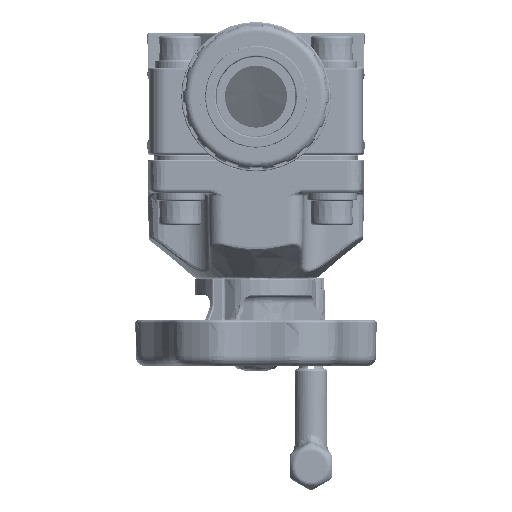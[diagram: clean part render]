
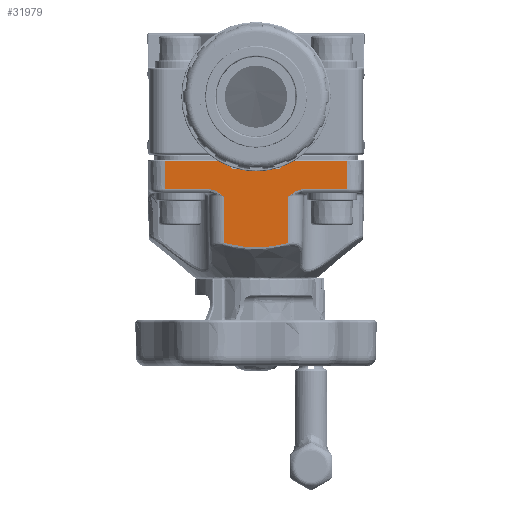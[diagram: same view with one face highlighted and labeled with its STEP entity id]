
A CAD part, left-side view. The second image highlights one B-rep face of the part: STEP entity #31979.
In plain terms, the highlighted planar face has unit normal (-1, 0, -0.018).
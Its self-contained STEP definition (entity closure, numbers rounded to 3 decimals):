
#746=ELLIPSE('',#123319,1.5,1.5);
#747=ELLIPSE('',#123320,1.5,1.5);
#6214=LINE('',#236037,#16557);
#6215=LINE('',#236046,#16558);
#6216=LINE('',#236047,#16559);
#6217=LINE('',#236049,#16560);
#6218=LINE('',#236058,#16561);
#6219=LINE('',#236067,#16562);
#6220=LINE('',#236076,#16563);
#6221=LINE('',#236078,#16564);
#6222=LINE('',#236080,#16565);
#6223=LINE('',#236082,#16566);
#6224=LINE('',#236086,#16567);
#16557=VECTOR('',#138644,1.);
#16558=VECTOR('',#138653,1.);
#16559=VECTOR('',#138654,1.);
#16560=VECTOR('',#138655,1.);
#16561=VECTOR('',#138656,1.);
#16562=VECTOR('',#138657,1.);
#16563=VECTOR('',#138658,1.);
#16564=VECTOR('',#138659,1.);
#16565=VECTOR('',#138660,1.);
#16566=VECTOR('',#138661,1.);
#16567=VECTOR('',#138664,1.);
#28250=B_SPLINE_CURVE_WITH_KNOTS('',3,(#236051,#236052,#236053,#236054,
#236055,#236056),.UNSPECIFIED.,.F.,.F.,(4,2,4),(0.,0.5,1.),
 .UNSPECIFIED.);
#28251=B_SPLINE_CURVE_WITH_KNOTS('',3,(#236060,#236061,#236062,#236063,
#236064,#236065),.UNSPECIFIED.,.F.,.F.,(4,2,4),(0.,0.5,1.),
 .UNSPECIFIED.);
#28252=B_SPLINE_CURVE_WITH_KNOTS('',3,(#236069,#236070,#236071,#236072,
#236073,#236074),.UNSPECIFIED.,.F.,.F.,(4,2,4),(0.,0.5,1.),
 .UNSPECIFIED.);
#31979=ADVANCED_FACE('',(#42053),#36783,.T.);
#36783=PLANE('',#123321);
#42053=FACE_OUTER_BOUND('',#49071,.T.);
#49071=EDGE_LOOP('',(#65181,#65182,#65183,#65184,#65185,#65186,#65187,#65188,
#65189,#65190,#65191,#65192,#65193,#65194,#65195,#65196));
#65181=ORIENTED_EDGE('',*,*,#104442,.T.);
#65182=ORIENTED_EDGE('',*,*,#104443,.T.);
#65183=ORIENTED_EDGE('',*,*,#104439,.T.);
#65184=ORIENTED_EDGE('',*,*,#104444,.T.);
#65185=ORIENTED_EDGE('',*,*,#104445,.T.);
#65186=ORIENTED_EDGE('',*,*,#104446,.T.);
#65187=ORIENTED_EDGE('',*,*,#104447,.T.);
#65188=ORIENTED_EDGE('',*,*,#104448,.T.);
#65189=ORIENTED_EDGE('',*,*,#104449,.T.);
#65190=ORIENTED_EDGE('',*,*,#104450,.T.);
#65191=ORIENTED_EDGE('',*,*,#104451,.T.);
#65192=ORIENTED_EDGE('',*,*,#104452,.T.);
#65193=ORIENTED_EDGE('',*,*,#104453,.T.);
#65194=ORIENTED_EDGE('',*,*,#104454,.T.);
#65195=ORIENTED_EDGE('',*,*,#104455,.T.);
#65196=ORIENTED_EDGE('',*,*,#104456,.T.);
#91291=VERTEX_POINT('',#236038);
#91292=VERTEX_POINT('',#236039);
#91293=VERTEX_POINT('',#236044);
#91294=VERTEX_POINT('',#236045);
#91295=VERTEX_POINT('',#236048);
#91296=VERTEX_POINT('',#236050);
#91297=VERTEX_POINT('',#236057);
#91298=VERTEX_POINT('',#236059);
#91299=VERTEX_POINT('',#236066);
#91300=VERTEX_POINT('',#236068);
#91301=VERTEX_POINT('',#236075);
#91302=VERTEX_POINT('',#236077);
#91303=VERTEX_POINT('',#236079);
#91304=VERTEX_POINT('',#236081);
#91305=VERTEX_POINT('',#236083);
#91306=VERTEX_POINT('',#236085);
#104439=EDGE_CURVE('',#91291,#91292,#6214,.T.);
#104442=EDGE_CURVE('',#91293,#91294,#746,.T.);
#104443=EDGE_CURVE('',#91294,#91291,#6215,.T.);
#104444=EDGE_CURVE('',#91292,#91295,#6216,.T.);
#104445=EDGE_CURVE('',#91295,#91296,#6217,.T.);
#104446=EDGE_CURVE('',#91296,#91297,#28250,.T.);
#104447=EDGE_CURVE('',#91297,#91298,#6218,.T.);
#104448=EDGE_CURVE('',#91298,#91299,#28251,.T.);
#104449=EDGE_CURVE('',#91299,#91300,#6219,.T.);
#104450=EDGE_CURVE('',#91300,#91301,#28252,.T.);
#104451=EDGE_CURVE('',#91301,#91302,#6220,.T.);
#104452=EDGE_CURVE('',#91302,#91303,#6221,.T.);
#104453=EDGE_CURVE('',#91303,#91304,#6222,.T.);
#104454=EDGE_CURVE('',#91304,#91305,#6223,.T.);
#104455=EDGE_CURVE('',#91305,#91306,#747,.T.);
#104456=EDGE_CURVE('',#91306,#91293,#6224,.T.);
#123319=AXIS2_PLACEMENT_3D('',#236043,#138651,#138652);
#123320=AXIS2_PLACEMENT_3D('',#236084,#138662,#138663);
#123321=AXIS2_PLACEMENT_3D('',#236087,#138665,#138666);
#138644=DIRECTION('',(0.,1.,0.));
#138651=DIRECTION('',(1.,0.,0.017));
#138652=DIRECTION('',(-0.017,0.,1.));
#138653=DIRECTION('',(-0.017,0.052,0.998));
#138654=DIRECTION('',(0.017,0.,-1.));
#138655=DIRECTION('',(0.,-1.,0.));
#138656=DIRECTION('',(0.017,-0.017,-1.));
#138657=DIRECTION('',(-0.017,-0.017,1.));
#138658=DIRECTION('',(0.,-1.,0.));
#138659=DIRECTION('',(-0.017,0.,1.));
#138660=DIRECTION('',(0.,1.,0.));
#138661=DIRECTION('',(0.017,0.052,-0.998));
#138662=DIRECTION('',(1.,0.,0.017));
#138663=DIRECTION('',(0.017,0.,-1.));
#138664=DIRECTION('',(0.,1.,0.));
#138665=DIRECTION('',(-1.,0.,-0.017));
#138666=DIRECTION('',(-0.017,0.,1.));
#236037=CARTESIAN_POINT('',(-39.129,36.532,61.751));
#236038=CARTESIAN_POINT('',(-39.129,10.637,61.751));
#236039=CARTESIAN_POINT('',(-39.129,36.532,61.751));
#236043=CARTESIAN_POINT('',(-39.101,9.051,60.151));
#236044=CARTESIAN_POINT('',(-39.075,9.051,58.651));
#236045=CARTESIAN_POINT('',(-39.1,10.549,60.073));
#236046=CARTESIAN_POINT('',(-39.128,10.636,61.725));
#236047=CARTESIAN_POINT('',(-39.138,36.532,62.26));
#236048=CARTESIAN_POINT('',(-38.933,36.532,50.53));
#236049=CARTESIAN_POINT('',(-38.933,13.07,50.53));
#236050=CARTESIAN_POINT('',(-38.933,19.005,50.53));
#236051=CARTESIAN_POINT('',(-38.933,19.005,50.53));
#236052=CARTESIAN_POINT('',(-38.933,17.863,50.53));
#236053=CARTESIAN_POINT('',(-38.926,16.771,50.127));
#236054=CARTESIAN_POINT('',(-38.907,14.812,49.017));
#236055=CARTESIAN_POINT('',(-38.894,13.92,48.297));
#236056=CARTESIAN_POINT('',(-38.881,13.045,47.582));
#236057=CARTESIAN_POINT('',(-38.881,13.045,47.582));
#236058=CARTESIAN_POINT('',(-39.134,13.297,62.027));
#236059=CARTESIAN_POINT('',(-38.555,12.719,28.903));
#236060=CARTESIAN_POINT('',(-38.555,12.719,28.903));
#236061=CARTESIAN_POINT('',(-38.536,8.552,27.768));
#236062=CARTESIAN_POINT('',(-38.524,4.335,27.126));
#236063=CARTESIAN_POINT('',(-38.524,-4.223,27.115));
#236064=CARTESIAN_POINT('',(-38.536,-8.543,27.765));
#236065=CARTESIAN_POINT('',(-38.555,-12.719,28.903));
#236066=CARTESIAN_POINT('',(-38.555,-12.719,28.903));
#236067=CARTESIAN_POINT('',(-39.134,-13.297,62.029));
#236068=CARTESIAN_POINT('',(-38.881,-13.045,47.582));
#236069=CARTESIAN_POINT('',(-38.881,-13.045,47.582));
#236070=CARTESIAN_POINT('',(-38.894,-13.92,48.297));
#236071=CARTESIAN_POINT('',(-38.907,-14.812,49.017));
#236072=CARTESIAN_POINT('',(-38.926,-16.771,50.127));
#236073=CARTESIAN_POINT('',(-38.933,-17.863,50.53));
#236074=CARTESIAN_POINT('',(-38.933,-19.005,50.53));
#236075=CARTESIAN_POINT('',(-38.933,-19.005,50.53));
#236076=CARTESIAN_POINT('',(-38.933,-36.532,50.53));
#236077=CARTESIAN_POINT('',(-38.933,-36.532,50.53));
#236078=CARTESIAN_POINT('',(-39.138,-36.532,62.26));
#236079=CARTESIAN_POINT('',(-39.129,-36.532,61.751));
#236080=CARTESIAN_POINT('',(-39.129,36.532,61.751));
#236081=CARTESIAN_POINT('',(-39.129,-10.637,61.751));
#236082=CARTESIAN_POINT('',(-39.1,-10.549,60.081));
#236083=CARTESIAN_POINT('',(-39.1,-10.549,60.073));
#236084=CARTESIAN_POINT('',(-39.101,-9.051,60.151));
#236085=CARTESIAN_POINT('',(-39.075,-9.051,58.651));
#236086=CARTESIAN_POINT('',(-39.075,9.051,58.651));
#236087=CARTESIAN_POINT('',(-39.138,-0.05,62.26));
